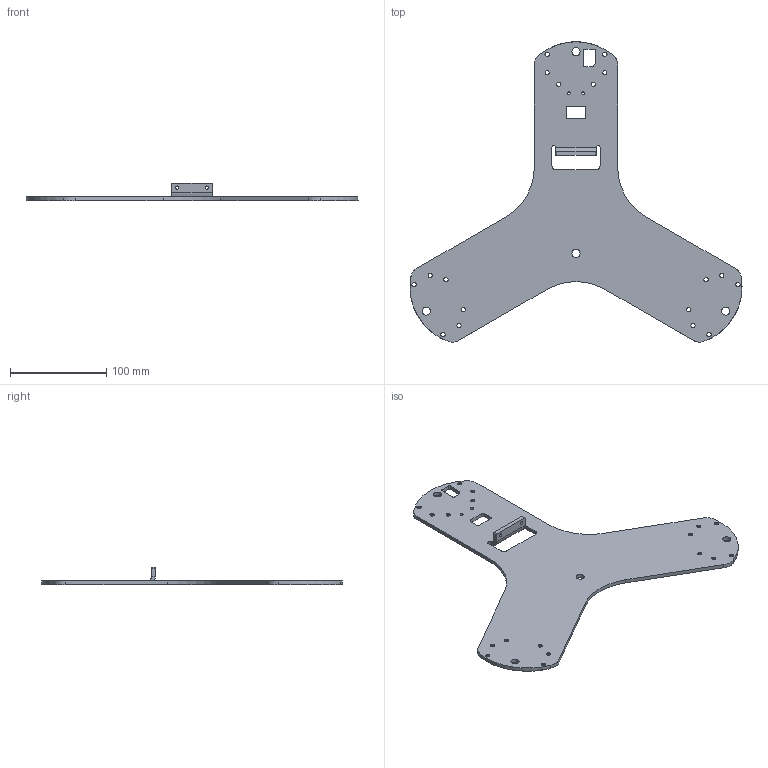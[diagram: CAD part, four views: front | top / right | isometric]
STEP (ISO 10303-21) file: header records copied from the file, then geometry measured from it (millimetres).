
FILE_DESCRIPTION(/* description */ (''),/* implementation_level */ '2;1');
FILE_NAME(/* name */ 'K8800-TAP.stp',/* time_stamp */ '2017-11-30T10:24:01+01:00',/* author */ ('jange'),/* organization */ (''),/* preprocessor_version */ 'ST-DEVELOPER v17',/* originating_system */ 'Autodesk Inventor 2018',/* authorisation */ '');
FILE_SCHEMA (('AUTOMOTIVE_DESIGN { 1 0 10303 214 3 1 1 }'));
Length unit declared in the file: millimetre
Products named in the file (1): BOTTOM ALU PLATE
Bounding box: 345.16 x 312.27 x 18 mm (x, y, z)
Volume: 174302.2 mm3; surface area: 94843.7 mm2
Topology: 1 solids, 1 shells, 100 faces, 320 edges, 216 vertices
Faces by surface type: cylinder 50, plane 26, cone 18, bspline 6
Full cylindrical faces by diameter (mm): 3 x2, 3.5 x2, 4.3 x6, 4.5 x12, 8.4 x4
Entity records: 4087 total; most frequent: CARTESIAN_POINT 991, DIRECTION 656, ORIENTED_EDGE 640, EDGE_CURVE 320, AXIS2_PLACEMENT_3D 259, VERTEX_POINT 216, CIRCLE 164, EDGE_LOOP 152
